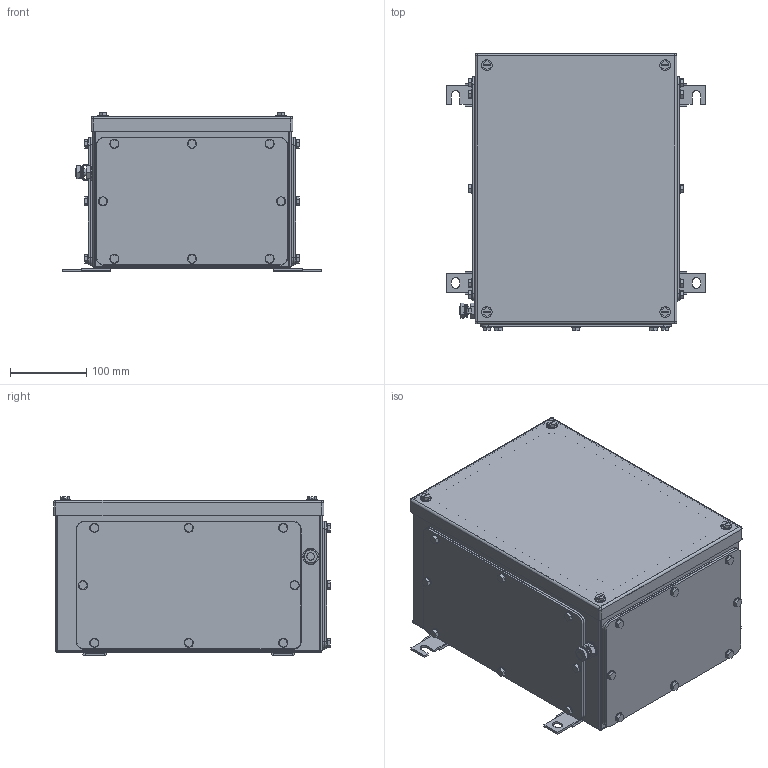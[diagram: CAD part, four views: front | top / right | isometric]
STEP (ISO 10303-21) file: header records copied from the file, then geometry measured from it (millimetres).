
FILE_DESCRIPTION(('CATIA V5 STEP Exchange','CAx-IF Rec.Pracs.--- Model Styling and Organization---1.4--- 2014-01-23'),'2;1');
FILE_NAME ('008637-4_3_1195980000_1195980000.stp','2019-09-25T05:52:51+00:00',('none'),('Weidmueller'),'CATIA Version 5-6 Release 2016 SP3 HF44','CATIA V5 STEP AP214','none');
FILE_SCHEMA(('AUTOMOTIVE_DESIGN { 1 0 10303 214 1 1 1 1 }'));
Length unit declared in the file: millimetre
Products named in the file (1): 1195980000
Bounding box: 341 x 363.5 x 208.5 mm (x, y, z)
Volume: 1205279 mm3; surface area: 1221171.4 mm2
Topology: 86 solids, 86 shells, 1760 faces, 4056 edges, 2552 vertices
Faces by surface type: cylinder 830, plane 688, cone 220, sphere 16, torus 6
Entity records: 47799 total; most frequent: CARTESIAN_POINT 10308, ORIENTED_EDGE 7952, DIRECTION 6267, EDGE_CURVE 3976, AXIS2_PLACEMENT_3D 2864, VERTEX_POINT 2552, EDGE_LOOP 2124, VECTOR 2114
